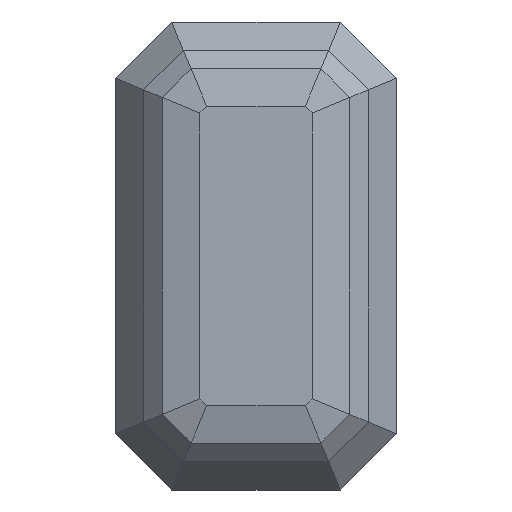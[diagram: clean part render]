
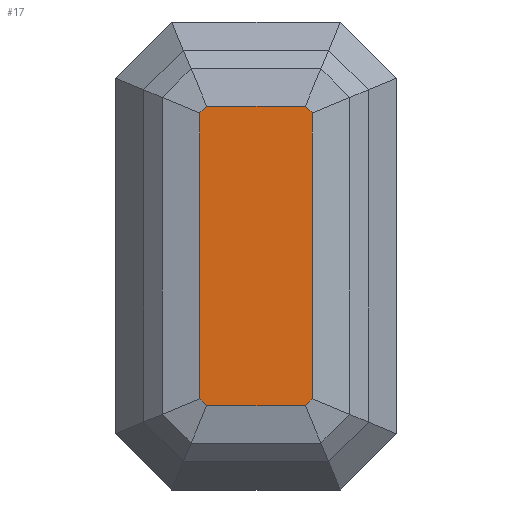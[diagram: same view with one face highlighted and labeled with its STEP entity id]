
A CAD part, top view. The second image highlights one B-rep face of the part: STEP entity #17.
In plain terms, the highlighted free-form (B-spline) face has degree [1, 1] with [2, 2] control points.
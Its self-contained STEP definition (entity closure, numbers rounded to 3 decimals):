
#17 = ADVANCED_FACE('',(#18),#76,.T.);
#18 = FACE_BOUND('',#19,.T.);
#19 = EDGE_LOOP('',(#20,#29,#36,#43,#50,#57,#64,#71));
#20 = ORIENTED_EDGE('',*,*,#21,.T.);
#21 = EDGE_CURVE('',#22,#24,#26,.T.);
#22 = VERTEX_POINT('',#23);
#23 = CARTESIAN_POINT('',(-6.553,16.68,7.645
    ));
#24 = VERTEX_POINT('',#25);
#25 = CARTESIAN_POINT('',(-6.553,-16.68,7.645)
  );
#26 = B_SPLINE_CURVE_WITH_KNOTS('',1,(#27,#28),.UNSPECIFIED.,.F.,.F.,(2,
    2),(0.,30.544),.PIECEWISE_BEZIER_KNOTS.);
#27 = CARTESIAN_POINT('',(-6.553,16.68,7.645
    ));
#28 = CARTESIAN_POINT('',(-6.553,-16.68,7.645)
  );
#29 = ORIENTED_EDGE('',*,*,#30,.T.);
#30 = EDGE_CURVE('',#24,#31,#33,.T.);
#31 = VERTEX_POINT('',#32);
#32 = CARTESIAN_POINT('',(-5.758,-17.475,7.645
    ));
#33 = B_SPLINE_CURVE_WITH_KNOTS('',1,(#34,#35),.UNSPECIFIED.,.F.,.F.,(2,
    2),(-1.029,0.),.PIECEWISE_BEZIER_KNOTS.);
#34 = CARTESIAN_POINT('',(-6.553,-16.68,7.645)
  );
#35 = CARTESIAN_POINT('',(-5.758,-17.475,7.645
    ));
#36 = ORIENTED_EDGE('',*,*,#37,.T.);
#37 = EDGE_CURVE('',#31,#38,#40,.T.);
#38 = VERTEX_POINT('',#39);
#39 = CARTESIAN_POINT('',(5.758,-17.475,7.645)
  );
#40 = B_SPLINE_CURVE_WITH_KNOTS('',1,(#41,#42),.UNSPECIFIED.,.F.,.F.,(2,
    2),(0.,10.544),.PIECEWISE_BEZIER_KNOTS.);
#41 = CARTESIAN_POINT('',(-5.758,-17.475,7.645
    ));
#42 = CARTESIAN_POINT('',(5.758,-17.475,7.645)
  );
#43 = ORIENTED_EDGE('',*,*,#44,.T.);
#44 = EDGE_CURVE('',#38,#45,#47,.T.);
#45 = VERTEX_POINT('',#46);
#46 = CARTESIAN_POINT('',(6.553,-16.68,7.645)
  );
#47 = B_SPLINE_CURVE_WITH_KNOTS('',1,(#48,#49),.UNSPECIFIED.,.F.,.F.,(2,
    2),(0.,1.029),.PIECEWISE_BEZIER_KNOTS.);
#48 = CARTESIAN_POINT('',(5.758,-17.475,7.645)
  );
#49 = CARTESIAN_POINT('',(6.553,-16.68,7.645)
  );
#50 = ORIENTED_EDGE('',*,*,#51,.T.);
#51 = EDGE_CURVE('',#45,#52,#54,.T.);
#52 = VERTEX_POINT('',#53);
#53 = CARTESIAN_POINT('',(6.553,16.68,7.645)
  );
#54 = B_SPLINE_CURVE_WITH_KNOTS('',1,(#55,#56),.UNSPECIFIED.,.F.,.F.,(2,
    2),(0.,30.544),.PIECEWISE_BEZIER_KNOTS.);
#55 = CARTESIAN_POINT('',(6.553,-16.68,7.645)
  );
#56 = CARTESIAN_POINT('',(6.553,16.68,7.645)
  );
#57 = ORIENTED_EDGE('',*,*,#58,.T.);
#58 = EDGE_CURVE('',#52,#59,#61,.T.);
#59 = VERTEX_POINT('',#60);
#60 = CARTESIAN_POINT('',(5.758,17.475,7.645)
  );
#61 = B_SPLINE_CURVE_WITH_KNOTS('',1,(#62,#63),.UNSPECIFIED.,.F.,.F.,(2,
    2),(-1.029,0.),.PIECEWISE_BEZIER_KNOTS.);
#62 = CARTESIAN_POINT('',(6.553,16.68,7.645)
  );
#63 = CARTESIAN_POINT('',(5.758,17.475,7.645)
  );
#64 = ORIENTED_EDGE('',*,*,#65,.T.);
#65 = EDGE_CURVE('',#59,#66,#68,.T.);
#66 = VERTEX_POINT('',#67);
#67 = CARTESIAN_POINT('',(-5.758,17.475,7.645
    ));
#68 = B_SPLINE_CURVE_WITH_KNOTS('',1,(#69,#70),.UNSPECIFIED.,.F.,.F.,(2,
    2),(0.,10.544),.PIECEWISE_BEZIER_KNOTS.);
#69 = CARTESIAN_POINT('',(5.758,17.475,7.645)
  );
#70 = CARTESIAN_POINT('',(-5.758,17.475,7.645
    ));
#71 = ORIENTED_EDGE('',*,*,#72,.T.);
#72 = EDGE_CURVE('',#66,#22,#73,.T.);
#73 = B_SPLINE_CURVE_WITH_KNOTS('',1,(#74,#75),.UNSPECIFIED.,.F.,.F.,(2,
    2),(0.,1.029),.PIECEWISE_BEZIER_KNOTS.);
#74 = CARTESIAN_POINT('',(-5.758,17.475,7.645
    ));
#75 = CARTESIAN_POINT('',(-6.553,16.68,7.645
    ));
#76 = B_SPLINE_SURFACE_WITH_KNOTS('',1,1,(
    (#77,#78)
    ,(#79,#80
    )),.UNSPECIFIED.,.F.,.F.,.F.,(2,2),(2,2),(-6.,6.),(-16.,16.),
  .PIECEWISE_BEZIER_KNOTS.);
#77 = CARTESIAN_POINT('',(-6.553,-17.475,7.645
    ));
#78 = CARTESIAN_POINT('',(-6.553,17.475,7.645
    ));
#79 = CARTESIAN_POINT('',(6.553,-17.475,7.645)
  );
#80 = CARTESIAN_POINT('',(6.553,17.475,7.645)
  );
